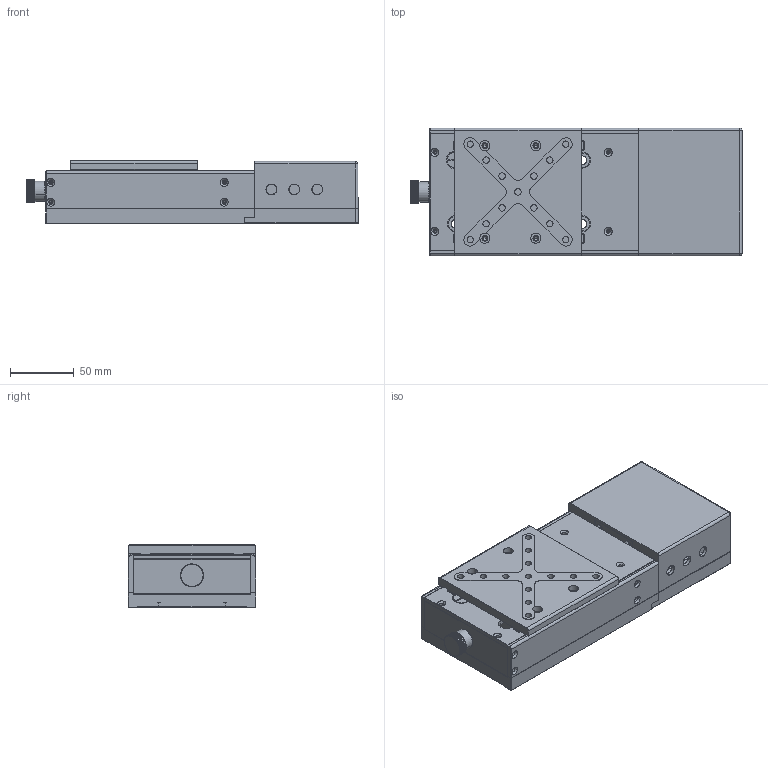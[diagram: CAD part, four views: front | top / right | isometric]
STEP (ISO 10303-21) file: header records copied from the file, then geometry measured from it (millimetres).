
FILE_DESCRIPTION (( 'STEP AP203' ), '1' );
FILE_NAME ('528656.STEP', '2024-09-21T08:09:30', ( '' ), ( '' ), 'SwSTEP 2.0', 'SolidWorks 2020', '' );
FILE_SCHEMA (( 'CONFIG_CONTROL_DESIGN' ));
Products named in the file (1): 528656
Bounding box: 260.5 x 100 x 50 mm (x, y, z)
Volume: 781584.6 mm3; surface area: 268889.1 mm2
Topology: 47 solids, 47 shells, 2393 faces, 5935 edges, 3645 vertices
Faces by surface type: plane 1224, cylinder 808, cone 356, bspline 3, sphere 2
Entity records: 72405 total; most frequent: CARTESIAN_POINT 15002, DIRECTION 12178, ORIENTED_EDGE 11598, EDGE_CURVE 5799, AXIS2_PLACEMENT_3D 4283, VERTEX_POINT 3645, LINE 3612, VECTOR 3612
